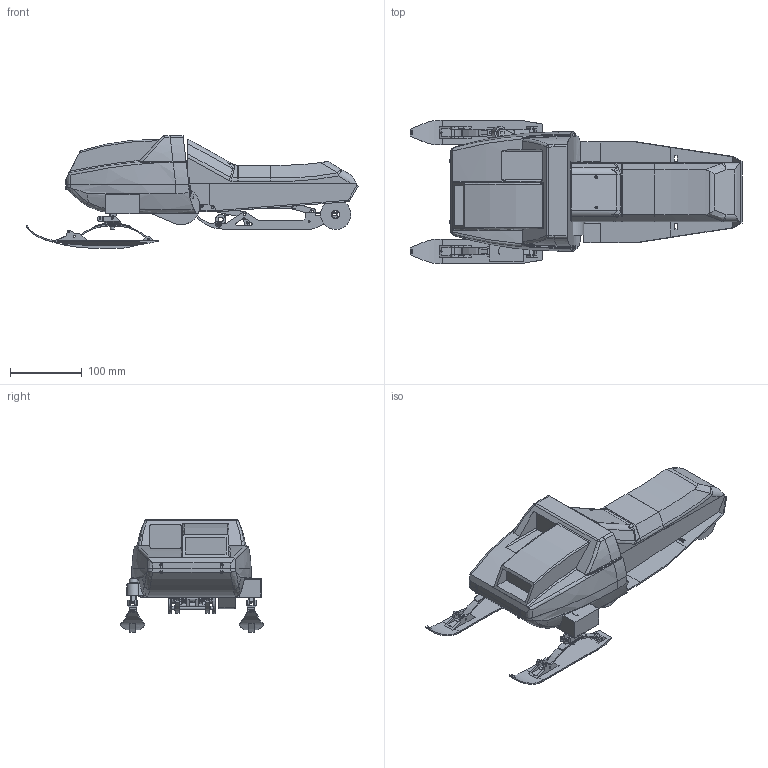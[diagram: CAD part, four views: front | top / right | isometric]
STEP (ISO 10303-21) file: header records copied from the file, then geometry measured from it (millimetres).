
FILE_DESCRIPTION(/* description */ (''),/* implementation_level */ '2;1');
FILE_NAME(/* name */ 'Leafer v39.step',/* time_stamp */ '2024-03-07T16:34:25-06:00',/* author */ (''),/* organization */ (''),/* preprocessor_version */ 'ST-DEVELOPER v20',/* originating_system */ 'Autodesk Translation Framework v12.20.1.177',/* authorisation */ '');
FILE_SCHEMA (('AUTOMOTIVE_DESIGN { 1 0 10303 214 3 1 1 }'));
Products named in the file (23): Leafer; Ski v24; Ski v24_1; Saddle; Ski; Spring; Tunnel v33; Bulkhead v53; steering_link; left_spindle; right_spindle; Track Drive v9; Seat v17; Body v61; Skid v19; Tunnel; Skid; Rail_r; Rear Idler; Rear_arm; Scissor_arm; Rail_l; Front_arm
Assembly tree (25 placements, depth 4):
  Leafer
    Ski v24
      Saddle
      Ski
      Spring
    Ski v24_1
      Saddle
      Ski
      Spring
    Tunnel v33
    Bulkhead v53
      steering_link
      left_spindle
      right_spindle
    Track Drive v9
    Seat v17
    Body v61
    Skid v19
      Tunnel
      Skid
        Rail_r
        Rear Idler
        Rear_arm
        Scissor_arm
        Rail_l
        Front_arm
Bounding box: 461.81 x 199 x 157.03 mm (x, y, z)
Volume: 674900.3 mm3; surface area: 528708.1 mm2
Topology: 47 solids, 47 shells, 2269 faces, 5872 edges, 3729 vertices
Faces by surface type: plane 1266, cylinder 627, cone 238, bspline 116, torus 16, sphere 6
Full cylindrical faces by diameter (mm): 1.8 x8, 1.9 x4, 2.25 x5, 2.3 x4, 2.4 x4, 2.7 x5, 2.8 x9, 2.9 x47, 3 x15, 3.18 x1, 3.25 x25, 3.4 x14, 3.5 x14, 4 x12, 4.5 x2, 5 x1, 6 x12, 7 x1, 7.9 x2, 8 x4, 8.1 x1, 8.25 x2, 10 x8, 12 x10, 14 x2, 14.5 x1, 16 x3, 29 x1, 42 x2
Entity records: 69983 total; most frequent: CARTESIAN_POINT 18038, ORIENTED_EDGE 10810, DIRECTION 10421, EDGE_CURVE 5405, AXIS2_PLACEMENT_3D 3561, VERTEX_POINT 3425, LINE 3299, VECTOR 3299
